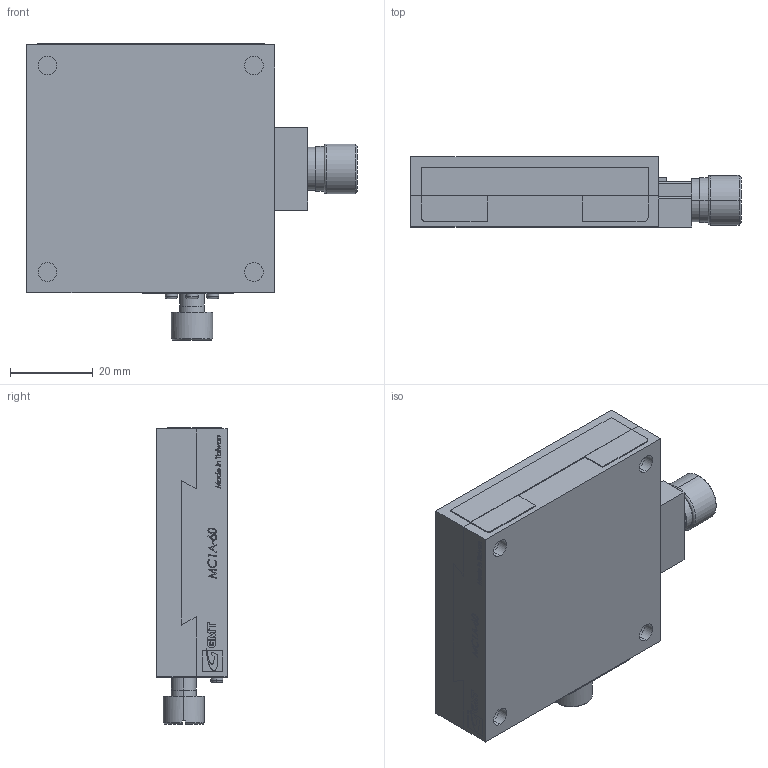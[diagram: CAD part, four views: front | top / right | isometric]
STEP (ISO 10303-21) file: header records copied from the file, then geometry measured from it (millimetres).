
FILE_DESCRIPTION (( 'STEP AP203' ), '1' );
FILE_NAME ('MC1A-60.STEP', '2008-07-19T06:29:35', ( '陳志豪' ), ( '高明鐵企業股份有限公司' ), 'SwSTEP 2.0', 'SolidWorks 2007', '' );
FILE_SCHEMA (( 'CONFIG_CONTROL_DESIGN' ));
Length unit declared in the file: millimetre
Products named in the file (1): MC1A-60
Bounding box: 80 x 17 x 71.75 mm (x, y, z)
Volume: 62920.4 mm3; surface area: 25345.6 mm2
Topology: 15 solids, 15 shells, 614 faces, 1596 edges, 1048 vertices
Faces by surface type: plane 366, cylinder 130, bspline 90, cone 20, torus 8
Entity records: 23793 total; most frequent: CARTESIAN_POINT 9113, ORIENTED_EDGE 3168, DIRECTION 2708, EDGE_CURVE 1584, VECTOR 1058, LINE 1058, VERTEX_POINT 1048, AXIS2_PLACEMENT_3D 825
